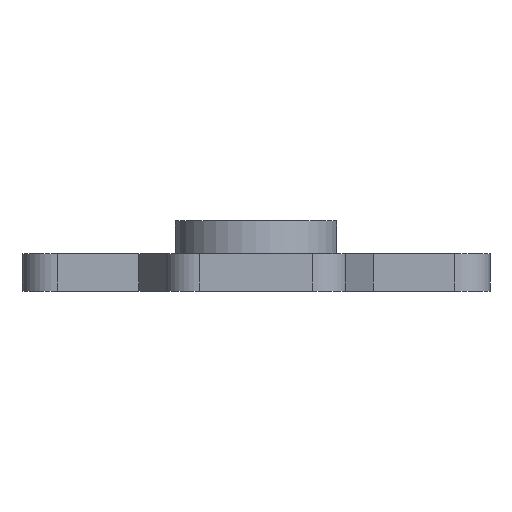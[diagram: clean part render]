
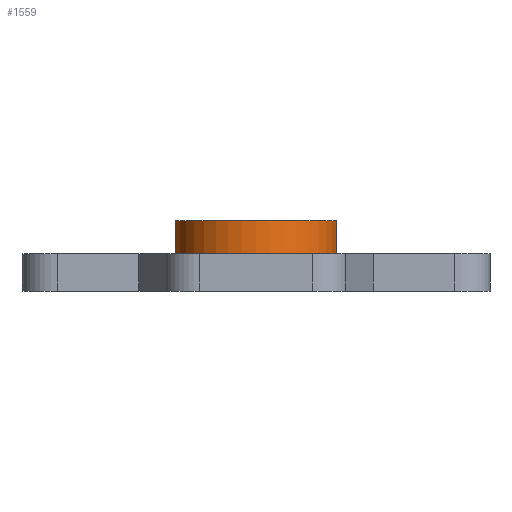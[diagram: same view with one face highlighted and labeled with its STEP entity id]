
A CAD part, front view. The second image highlights one B-rep face of the part: STEP entity #1559.
In plain terms, the highlighted cylindrical face has radius 3.45 mm (diameter 6.9 mm), a partial arc.
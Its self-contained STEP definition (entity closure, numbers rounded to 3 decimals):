
#30 = CARTESIAN_POINT ( 'NONE',  ( 0., -34.95, 3. ) ) ;
#73 = EDGE_CURVE ( 'NONE', #424, #1019, #1313, .T. ) ;
#77 = ORIENTED_EDGE ( 'NONE', *, *, #604, .F. ) ;
#158 = CARTESIAN_POINT ( 'NONE',  ( 0., -34.95, 3. ) ) ;
#164 = CARTESIAN_POINT ( 'NONE',  ( 0., -34.95, 1.6 ) ) ;
#214 = AXIS2_PLACEMENT_3D ( 'NONE', #30, #641, #282 ) ;
#265 = DIRECTION ( 'NONE',  ( 0., 0., -1. ) ) ;
#281 = DIRECTION ( 'NONE',  ( -1., 0., 0. ) ) ;
#282 = DIRECTION ( 'NONE',  ( -1., 0., 0. ) ) ;
#286 = DIRECTION ( 'NONE',  ( -1., 0., 0. ) ) ;
#303 = ORIENTED_EDGE ( 'NONE', *, *, #1268, .T. ) ;
#375 = VERTEX_POINT ( 'NONE', #1359 ) ;
#424 = VERTEX_POINT ( 'NONE', #964 ) ;
#439 = CARTESIAN_POINT ( 'NONE',  ( -3.45, -34.95, 3. ) ) ;
#452 = CIRCLE ( 'NONE', #1140, 3.45 ) ;
#574 = ORIENTED_EDGE ( 'NONE', *, *, #73, .T. ) ;
#604 = EDGE_CURVE ( 'NONE', #375, #1019, #858, .T. ) ;
#607 = CYLINDRICAL_SURFACE ( 'NONE', #214, 3.45 ) ;
#641 = DIRECTION ( 'NONE',  ( 0., 0., -1. ) ) ;
#686 = ORIENTED_EDGE ( 'NONE', *, *, #1447, .F. ) ;
#707 = VECTOR ( 'NONE', #1287, 1000. ) ;
#748 = LINE ( 'NONE', #439, #707 ) ;
#775 = EDGE_LOOP ( 'NONE', ( #77, #686, #303, #574 ) ) ;
#858 = LINE ( 'NONE', #984, #1451 ) ;
#923 = VERTEX_POINT ( 'NONE', #1082 ) ;
#964 = CARTESIAN_POINT ( 'NONE',  ( -3.45, -34.95, 1.6 ) ) ;
#984 = CARTESIAN_POINT ( 'NONE',  ( 3.45, -34.95, 3. ) ) ;
#1000 = DIRECTION ( 'NONE',  ( 0., 0., 1. ) ) ;
#1008 = DIRECTION ( 'NONE',  ( 0., 0., 1. ) ) ;
#1019 = VERTEX_POINT ( 'NONE', #1250 ) ;
#1082 = CARTESIAN_POINT ( 'NONE',  ( -3.45, -34.95, 3. ) ) ;
#1140 = AXIS2_PLACEMENT_3D ( 'NONE', #158, #1000, #281 ) ;
#1250 = CARTESIAN_POINT ( 'NONE',  ( 3.45, -34.95, 1.6 ) ) ;
#1268 = EDGE_CURVE ( 'NONE', #923, #424, #748, .T. ) ;
#1287 = DIRECTION ( 'NONE',  ( 0., 0., -1. ) ) ;
#1304 = FACE_OUTER_BOUND ( 'NONE', #775, .T. ) ;
#1313 = CIRCLE ( 'NONE', #1556, 3.45 ) ;
#1359 = CARTESIAN_POINT ( 'NONE',  ( 3.45, -34.95, 3. ) ) ;
#1447 = EDGE_CURVE ( 'NONE', #923, #375, #452, .T. ) ;
#1451 = VECTOR ( 'NONE', #265, 1000. ) ;
#1556 = AXIS2_PLACEMENT_3D ( 'NONE', #164, #1008, #286 ) ;
#1559 = ADVANCED_FACE ( 'NONE', ( #1304 ), #607, .T. ) ;
